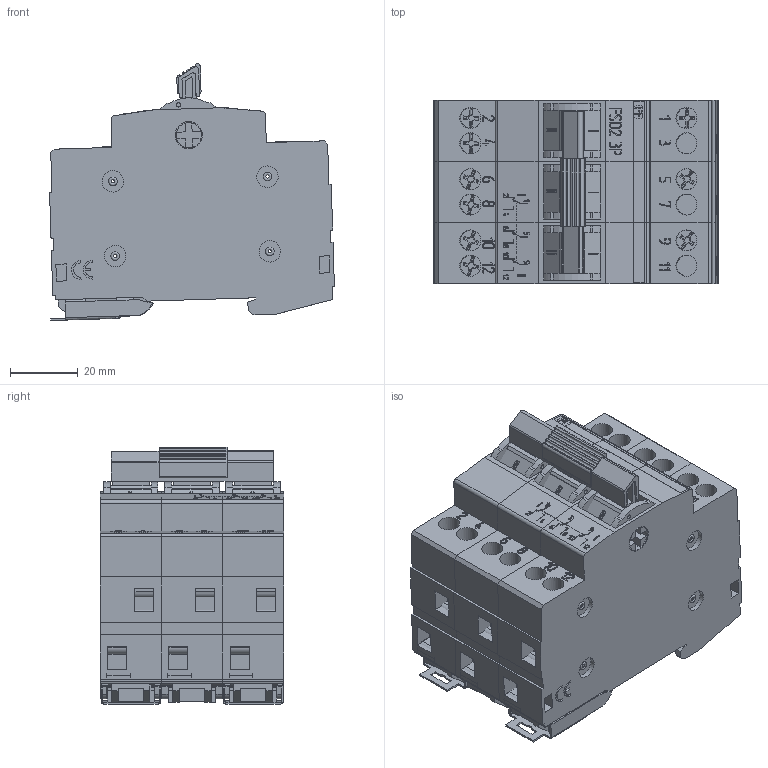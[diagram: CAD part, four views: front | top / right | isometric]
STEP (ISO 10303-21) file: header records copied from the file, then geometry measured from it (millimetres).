
FILE_DESCRIPTION(('STEP AP242'), '1');
FILE_NAME('栖闉罻 FSD2 3P', '', ('UNSPECIFIED'), ('UNSPECIFIED'), 'C3D Converter', 'C3D Toolkit', '');
FILE_SCHEMA(('AP242_MANAGED_MODEL_BASED_3D_ENGINEERING_MIM_LF { 1 0 10303 442 1 1 4 }'));
Length unit declared in the file: millimetre
Assembly tree (64 placements, depth 3):
  (unnamed)
    (unnamed)
      (unnamed)
      (unnamed)
      (unnamed)
      (unnamed)  x5
      (unnamed)
      (unnamed)  x2
      (unnamed)
      (unnamed)
      (unnamed)  x3
      (unnamed)
      (unnamed)
      (unnamed)
    (unnamed)
      (unnamed)
      (unnamed)
      (unnamed)
      (unnamed)  x5
      (unnamed)
      (unnamed)  x2
      (unnamed)
      (unnamed)
      (unnamed)  x3
      (unnamed)
      (unnamed)
      (unnamed)
      (unnamed)
    (unnamed)
    (unnamed)
    (unnamed)
      (unnamed)  x5
      (unnamed)
      (unnamed)
      (unnamed)  x3
      (unnamed)
      (unnamed)
      (unnamed)  x2
      (unnamed)
      (unnamed)
      (unnamed)  x2
      (unnamed)
      (unnamed)
Bounding box: 83.76 x 54.02 x 75.6 mm (x, y, z)
Volume: 229372.2 mm3; surface area: 71629.5 mm2
Topology: 63 solids, 63 shells, 2787 faces, 7314 edges, 4807 vertices
Faces by surface type: plane 1714, extrusion 707, cylinder 309, torus 57
Full cylindrical faces by diameter (mm): 1 x24, 1.075 x24, 1.25 x6, 2.5 x12, 2.545 x11, 3.5 x9, 4 x9, 6.1 x9, 6.2 x12, 6.3 x24, 7.5 x6, 8 x12
Entity records: 70005 total; most frequent: CARTESIAN_POINT 15567, ORIENTED_EDGE 11214, DIRECTION 8403, EDGE_CURVE 5607, VECTOR 4505, LINE 3846, VERTEX_POINT 3777, EDGE_LOOP 2426
